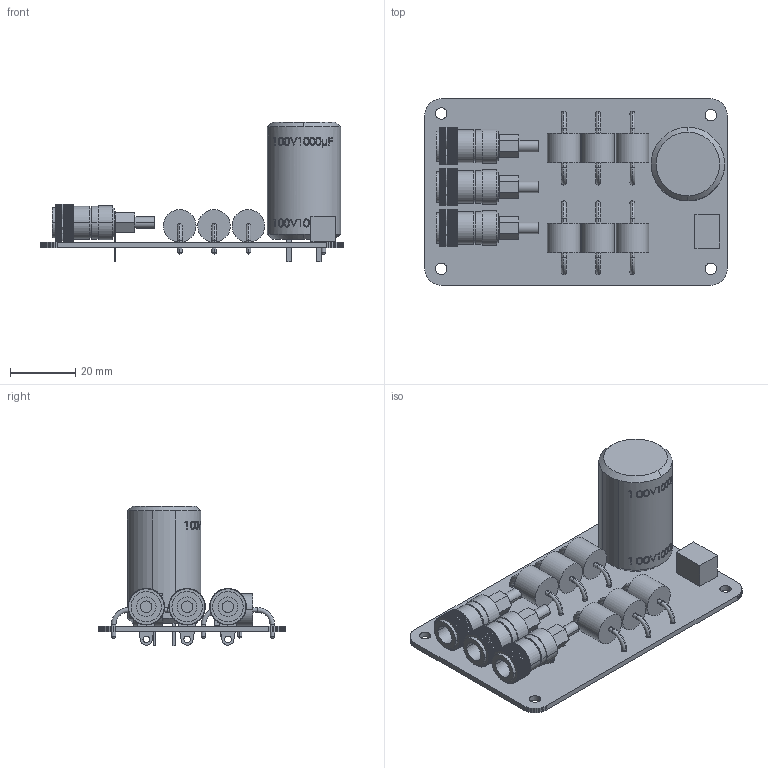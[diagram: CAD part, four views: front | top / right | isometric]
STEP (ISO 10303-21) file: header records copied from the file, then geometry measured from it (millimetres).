
FILE_DESCRIPTION(('PCB Model'),'2;1');
FILE_NAME('06_3_Phase_Rectifier_Battery_Charger_MarkIII.STEP','2026-01-31T00:22:43' ,('diego'),('Unspecified'),'Open CASCADE STEP processor 6.8','Proteus' ,'Unknown');
FILE_SCHEMA(('CONFIG_CONTROL_DESIGN','SHAPE_APPEARANCE_LAYER_MIM'));
Length unit declared in the file: millimetre
Products named in the file (27): Open CASCADE STEP translator 6.8 1; Layer_1; D1; Open CASCADE STEP translator 6.8 1.2.1; Body_1; Pin_1; Pin_2; D2; D3; D4; D5; D6; J3; Open CASCADE STEP translator 6.8 1.8.1; BAN1; Open CASCADE STEP translator 6.8 1.9.1; C1; Open CASCADE STEP translator 6.8 1.10.1; BAN2; Open CASCADE STEP translator 6.8 1.11.1; BAN3; Open CASCADE STEP translator 6.8 1.12.1
Assembly tree (33 placements, depth 4):
  Open CASCADE STEP translator 6.8 1
    Layer_1
    D1
      Open CASCADE STEP translator 6.8 1.2.1
        Body_1
        Pin_1
        Pin_2
    D2
      Open CASCADE STEP translator 6.8 1.2.1
        Body_1
        Pin_1
        Pin_2
    D3
      Open CASCADE STEP translator 6.8 1.2.1
        Body_1
        Pin_1
        Pin_2
    D4
      Open CASCADE STEP translator 6.8 1.2.1
        Body_1
        Pin_1
        Pin_2
    D5
      Open CASCADE STEP translator 6.8 1.2.1
        Body_1
        Pin_1
        Pin_2
    D6
      Open CASCADE STEP translator 6.8 1.2.1
        Body_1
        Pin_1
        Pin_2
    J3
      Open CASCADE STEP translator 6.8 1.8.1
        Body_1
        Pin_1
        Pin_2
    BAN1
      Open CASCADE STEP translator 6.8 1.9.1
        Body_1
    C1
      Open CASCADE STEP translator 6.8 1.10.1
        Body_1
    BAN2
      Open CASCADE STEP translator 6.8 1.11.1
        Body_1
    BAN3
      Open CASCADE STEP translator 6.8 1.12.1
        Body_1
Bounding box: 92.5 x 57 x 42.8 mm (x, y, z)
Volume: 32343.7 mm3; surface area: 22455 mm2
Topology: 26 solids, 26 shells, 1196 faces, 3373 edges, 2232 vertices
Faces by surface type: plane 895, cylinder 205, sphere 56, torus 24, extrusion 12, cone 4
Entity records: 19205 total; most frequent: CARTESIAN_POINT 4325, ORIENTED_EDGE 2926, DIRECTION 2613, EDGE_CURVE 1463, VECTOR 1081, LINE 1079, VERTEX_POINT 1024, AXIS2_PLACEMENT_3D 766
